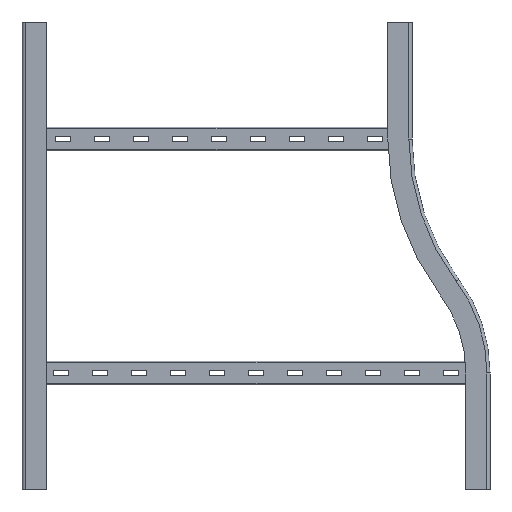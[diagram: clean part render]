
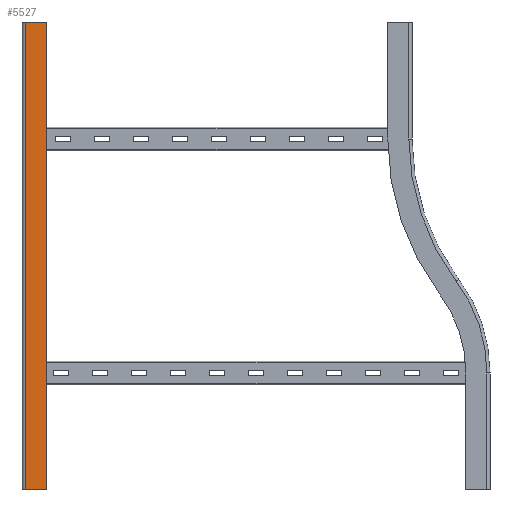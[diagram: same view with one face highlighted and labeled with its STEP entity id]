
A CAD part, front view. The second image highlights one B-rep face of the part: STEP entity #5527.
In plain terms, the highlighted planar face has unit normal (0, -1, 0).
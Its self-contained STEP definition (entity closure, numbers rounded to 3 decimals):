
#427=FACE_OUTER_BOUND('',#766,.T.);
#766=EDGE_LOOP('',(#4338,#4339,#4340,#4341));
#1262=LINE('',#8457,#1935);
#1271=LINE('',#8479,#1944);
#1274=LINE('',#8484,#1947);
#1275=LINE('',#8486,#1948);
#1935=VECTOR('',#6919,10.);
#1944=VECTOR('',#6944,10.);
#1947=VECTOR('',#6949,10.);
#1948=VECTOR('',#6952,10.);
#2541=VERTEX_POINT('',#8454);
#2542=VERTEX_POINT('',#8456);
#2547=VERTEX_POINT('',#8478);
#2548=VERTEX_POINT('',#8482);
#3159=EDGE_CURVE('',#2541,#2542,#1262,.T.);
#3170=EDGE_CURVE('',#2547,#2542,#1271,.T.);
#3173=EDGE_CURVE('',#2548,#2541,#1274,.T.);
#3174=EDGE_CURVE('',#2547,#2548,#1275,.T.);
#4338=ORIENTED_EDGE('',*,*,#3159,.F.);
#4339=ORIENTED_EDGE('',*,*,#3173,.F.);
#4340=ORIENTED_EDGE('',*,*,#3174,.F.);
#4341=ORIENTED_EDGE('',*,*,#3170,.T.);
#5236=PLANE('',#5999);
#5527=ADVANCED_FACE('',(#427),#5236,.F.);
#5999=AXIS2_PLACEMENT_3D('',#8491,#6961,#6962);
#6919=DIRECTION('',(0.,0.,-1.));
#6944=DIRECTION('',(1.,0.,0.));
#6949=DIRECTION('',(1.,0.,0.));
#6952=DIRECTION('',(0.,0.,1.));
#6961=DIRECTION('center_axis',(0.,1.,0.));
#6962=DIRECTION('ref_axis',(0.,0.,1.));
#8454=CARTESIAN_POINT('',(27.,0.,600.));
#8456=CARTESIAN_POINT('',(27.,0.,0.));
#8457=CARTESIAN_POINT('',(27.,0.,300.));
#8478=CARTESIAN_POINT('',(0.,0.,0.));
#8479=CARTESIAN_POINT('',(0.,0.,0.));
#8482=CARTESIAN_POINT('',(0.,0.,600.));
#8484=CARTESIAN_POINT('',(0.,0.,600.));
#8486=CARTESIAN_POINT('',(0.,0.,0.));
#8491=CARTESIAN_POINT('Origin',(70.786,0.,300.));
